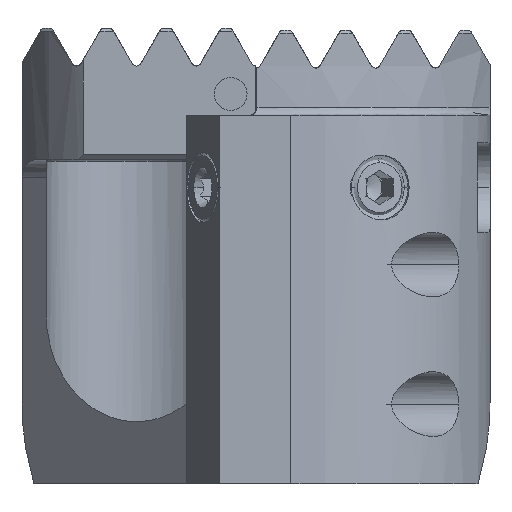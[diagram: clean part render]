
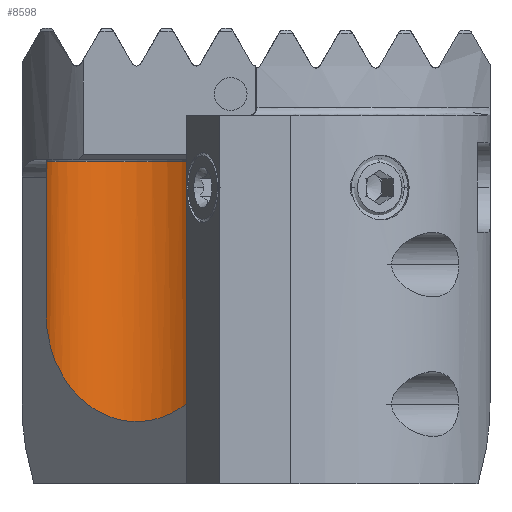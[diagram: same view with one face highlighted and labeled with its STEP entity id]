
A CAD part, left-side view. The second image highlights one B-rep face of the part: STEP entity #8598.
In plain terms, the highlighted cylindrical face has radius 9.075 mm (diameter 18.15 mm), a partial arc.
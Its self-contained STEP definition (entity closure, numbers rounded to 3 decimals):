
#3186=VERTEX_POINT('NONE',#8966);
#3418=VERTEX_POINT('NONE',#9225);
#5396=VERTEX_POINT('NONE',#11397);
#5542=EDGE_CURVE('NONE',#3418,#8158,#11559,.T.);
#5956=EDGE_CURVE('NONE',#5396,#3186,#12018,.T.);
#6282=EDGE_CURVE('NONE',#5396,#3418,#12383,.T.);
#6688=EDGE_CURVE('NONE',#3186,#8158,#12821,.T.);
#8158=VERTEX_POINT('NONE',#14451);
#8598=ADVANCED_FACE('NONE',(#14935),#14936,.F.);
#8966=CARTESIAN_POINT('',(-3.714,44.113,4.439));
#9225=CARTESIAN_POINT('',(-3.714,25.963,-10.854));
#11397=CARTESIAN_POINT('',(-3.714,25.963,4.439));
#11559=(B_SPLINE_CURVE(3,(#20172,#20173,#20174,#20175),.UNSPECIFIED.,.F.,.F.)B_SPLINE_CURVE_WITH_KNOTS((4,4),(4.712,7.854),.UNSPECIFIED.)RATIONAL_B_SPLINE_CURVE((1.0,0.333,0.333,1.0))BOUNDED_CURVE()REPRESENTATION_ITEM('')GEOMETRIC_REPRESENTATION_ITEM()CURVE());
#12018=CIRCLE('',#20974,9.075);
#12383=LINE('',#21524,#21525);
#12821=LINE('',#22240,#22241);
#14451=CARTESIAN_POINT('',(-3.714,44.113,-10.854));
#14935=FACE_OUTER_BOUND('',#26022,.T.);
#14936=CYLINDRICAL_SURFACE('',#26023,9.075);
#20172=CARTESIAN_POINT('',(-3.714,25.963,-10.854));
#20173=CARTESIAN_POINT('',(14.436,25.963,-32.484));
#20174=CARTESIAN_POINT('',(14.436,44.113,-32.484));
#20175=CARTESIAN_POINT('',(-3.714,44.113,-10.854));
#20974=AXIS2_PLACEMENT_3D('',#29799,#29800,#29801);
#21524=CARTESIAN_POINT('',(-3.714,25.963,53.161));
#21525=VECTOR('',#30243,1000.0);
#22240=CARTESIAN_POINT('',(-3.714,44.113,53.161));
#22241=VECTOR('',#30653,1000.0);
#26022=EDGE_LOOP('',(#33013,#33014,#33015,#33016));
#26023=AXIS2_PLACEMENT_3D('',#33017,#33018,#33019);
#29799=CARTESIAN_POINT('',(-3.714,35.038,4.439));
#29800=DIRECTION('',(0.,0.,1.0));
#29801=DIRECTION('',(0.,1.0,0.));
#30243=DIRECTION('',(0.,0.,-1.0));
#30653=DIRECTION('',(0.,0.,-1.0));
#33013=ORIENTED_EDGE('',*,*,#6282,.F.);
#33014=ORIENTED_EDGE('',*,*,#5956,.T.);
#33015=ORIENTED_EDGE('',*,*,#6688,.T.);
#33016=ORIENTED_EDGE('',*,*,#5542,.F.);
#33017=CARTESIAN_POINT('',(-3.714,35.038,53.161));
#33018=DIRECTION('',(0.,0.,-1.0));
#33019=DIRECTION('',(0.,-1.0,0.));
